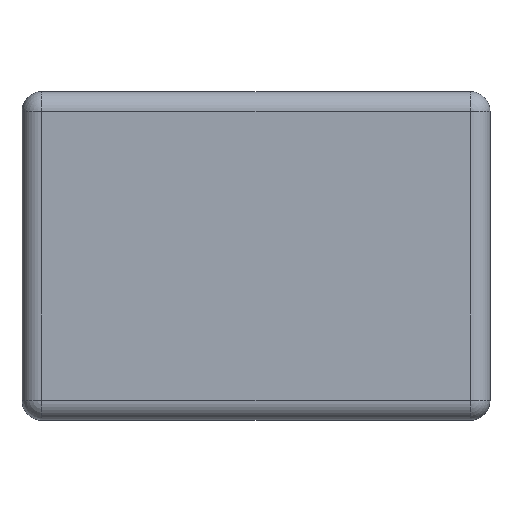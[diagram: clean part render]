
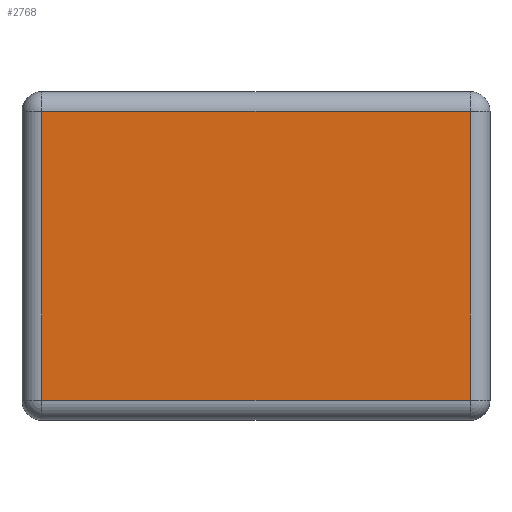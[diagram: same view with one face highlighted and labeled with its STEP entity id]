
A CAD part, top view. The second image highlights one B-rep face of the part: STEP entity #2768.
In plain terms, the highlighted planar face has unit normal (0, 0, 1).
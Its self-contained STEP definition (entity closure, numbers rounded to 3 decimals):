
#2729=CARTESIAN_POINT('',(0.,-125.,3.));
#2730=DIRECTION('',(0.,0.,-1.));
#2731=DIRECTION('',(0.,-1.,0.));
#2732=AXIS2_PLACEMENT_3D('',#2729,#2730,#2731);
#2733=PLANE('',#2732);
#2734=CARTESIAN_POINT('',(84.8,-299.75,3.));
#2735=VERTEX_POINT('',#2734);
#2736=CARTESIAN_POINT('',(84.8,-270.75,3.));
#2737=VERTEX_POINT('',#2736);
#2738=CARTESIAN_POINT('',(84.8,-299.75,3.));
#2739=DIRECTION('',(-0.,1.,-0.));
#2740=VECTOR('',#2739,29.);
#2741=LINE('',#2738,#2740);
#2742=EDGE_CURVE('',#2735,#2737,#2741,.T.);
#2743=ORIENTED_EDGE('',*,*,#2742,.T.);
#2744=CARTESIAN_POINT('',(41.8,-270.75,3.));
#2745=VERTEX_POINT('',#2744);
#2746=CARTESIAN_POINT('',(84.8,-270.75,3.));
#2747=DIRECTION('',(-1.,-0.,0.));
#2748=VECTOR('',#2747,43.);
#2749=LINE('',#2746,#2748);
#2750=EDGE_CURVE('',#2737,#2745,#2749,.T.);
#2751=ORIENTED_EDGE('',*,*,#2750,.T.);
#2752=CARTESIAN_POINT('',(41.8,-299.75,3.));
#2753=VERTEX_POINT('',#2752);
#2754=CARTESIAN_POINT('',(41.8,-270.75,3.));
#2755=DIRECTION('',(-0.,-1.,-0.));
#2756=VECTOR('',#2755,29.);
#2757=LINE('',#2754,#2756);
#2758=EDGE_CURVE('',#2745,#2753,#2757,.T.);
#2759=ORIENTED_EDGE('',*,*,#2758,.T.);
#2760=CARTESIAN_POINT('',(41.8,-299.75,3.));
#2761=DIRECTION('',(1.,-0.,-0.));
#2762=VECTOR('',#2761,43.);
#2763=LINE('',#2760,#2762);
#2764=EDGE_CURVE('',#2753,#2735,#2763,.T.);
#2765=ORIENTED_EDGE('',*,*,#2764,.T.);
#2766=EDGE_LOOP('',(#2743,#2751,#2759,#2765));
#2767=FACE_BOUND('',#2766,.T.);
#2768=ADVANCED_FACE('',(#2767),#2733,.F.);
